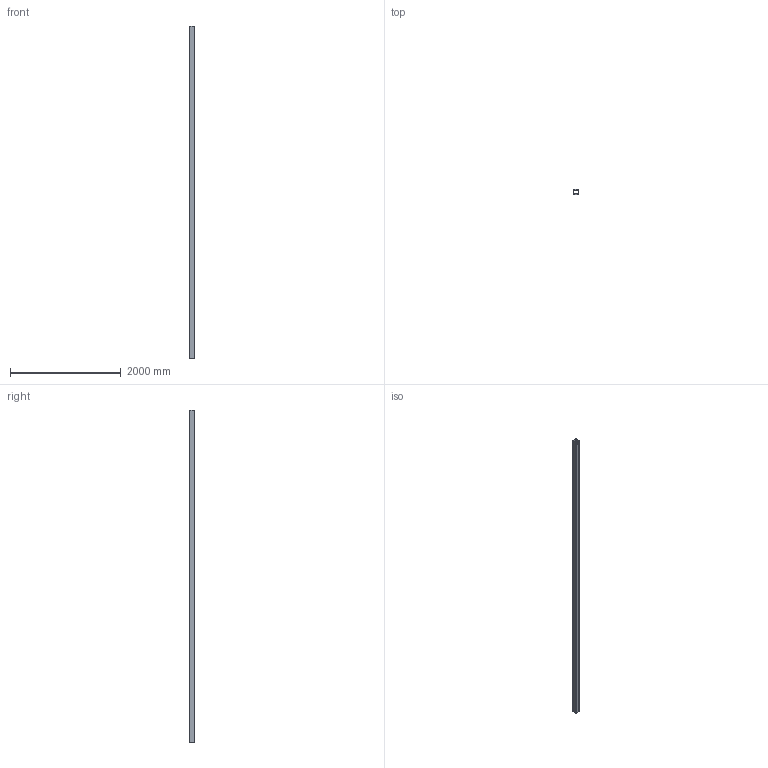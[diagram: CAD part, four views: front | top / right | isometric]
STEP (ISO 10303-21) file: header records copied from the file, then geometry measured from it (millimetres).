
FILE_DESCRIPTION (( 'STEP AP203' ), '1' );
FILE_NAME ('1374-16.step', '2021-12-22T10:27:45', ( '' ), ( '' ), 'SwSTEP 2.0', 'SolidWorks 2018', '' );
FILE_SCHEMA (( 'CONFIG_CONTROL_DESIGN' ));
Products named in the file (2): 1374-16
Bounding box: 80 x 80 x 6000 mm (x, y, z)
Volume: 4575973.3 mm3; surface area: 3665730.4 mm2
Topology: 1 solids, 1 shells, 3610 faces, 9566 edges, 7176 vertices
Faces by surface type: torus 2304, cylinder 1108, plane 127, bspline 71
Entity records: 254353 total; most frequent: CARTESIAN_POINT 175987, ORIENTED_EDGE 19132, DIRECTION 9730, EDGE_CURVE 9566, VERTEX_POINT 7176, B_SPLINE_CURVE_WITH_KNOTS 6946, EDGE_LOOP 4830, ADVANCED_FACE 3610
